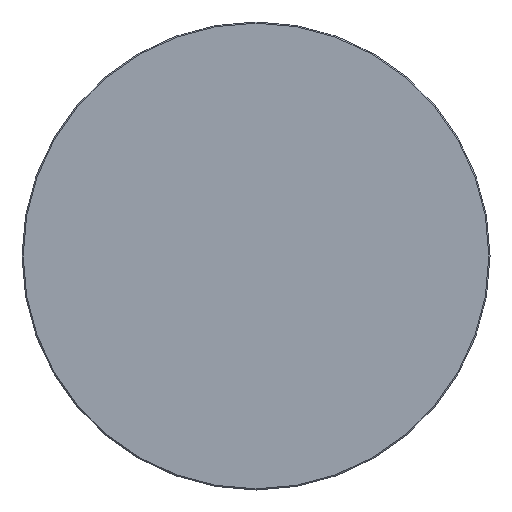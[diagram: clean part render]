
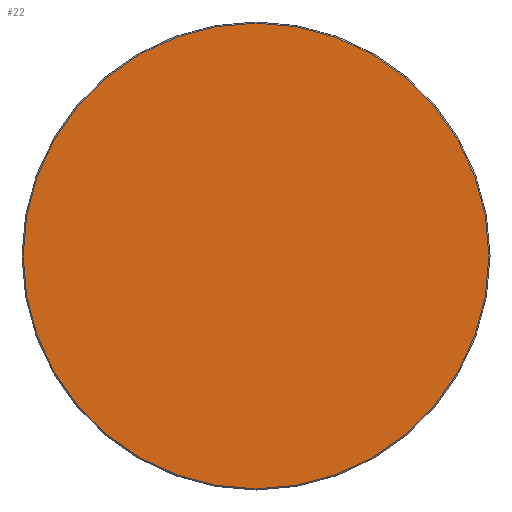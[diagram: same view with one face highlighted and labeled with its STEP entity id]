
A CAD part, front view. The second image highlights one B-rep face of the part: STEP entity #22.
In plain terms, the highlighted planar face has unit normal (0, -1, 0).
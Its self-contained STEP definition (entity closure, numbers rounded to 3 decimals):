
#4 = DIRECTION ( 'NONE',  ( 0., 0., -1. ) ) ;
#18 = DIRECTION ( 'NONE',  ( 0., 0., -1. ) ) ;
#22 = ADVANCED_FACE ( 'NONE', ( #251 ), #143, .T. ) ;
#27 = CIRCLE ( 'NONE', #156, 50.55 ) ;
#28 = CARTESIAN_POINT ( 'NONE',  ( 0., 0., 0. ) ) ;
#45 = EDGE_CURVE ( 'NONE', #155, #241, #27, .T. ) ;
#69 = DIRECTION ( 'NONE',  ( 0., -1., 0. ) ) ;
#78 = DIRECTION ( 'NONE',  ( 0., -1., 0. ) ) ;
#106 = EDGE_CURVE ( 'NONE', #241, #155, #197, .T. ) ;
#111 = DIRECTION ( 'NONE',  ( 0., 0., -1. ) ) ;
#117 = CARTESIAN_POINT ( 'NONE',  ( 0., 0., -50.55 ) ) ;
#121 = AXIS2_PLACEMENT_3D ( 'NONE', #148, #69, #18 ) ;
#123 = EDGE_LOOP ( 'NONE', ( #233, #198 ) ) ;
#143 = PLANE ( 'NONE',  #242 ) ;
#148 = CARTESIAN_POINT ( 'NONE',  ( 0., 0., 0. ) ) ;
#155 = VERTEX_POINT ( 'NONE', #117 ) ;
#156 = AXIS2_PLACEMENT_3D ( 'NONE', #236, #162, #4 ) ;
#162 = DIRECTION ( 'NONE',  ( 0., -1., 0. ) ) ;
#168 = CARTESIAN_POINT ( 'NONE',  ( 0., 0., 50.55 ) ) ;
#197 = CIRCLE ( 'NONE', #121, 50.55 ) ;
#198 = ORIENTED_EDGE ( 'NONE', *, *, #45, .T. ) ;
#233 = ORIENTED_EDGE ( 'NONE', *, *, #106, .T. ) ;
#236 = CARTESIAN_POINT ( 'NONE',  ( 0., 0., 0. ) ) ;
#241 = VERTEX_POINT ( 'NONE', #168 ) ;
#242 = AXIS2_PLACEMENT_3D ( 'NONE', #28, #78, #111 ) ;
#251 = FACE_OUTER_BOUND ( 'NONE', #123, .T. ) ;
